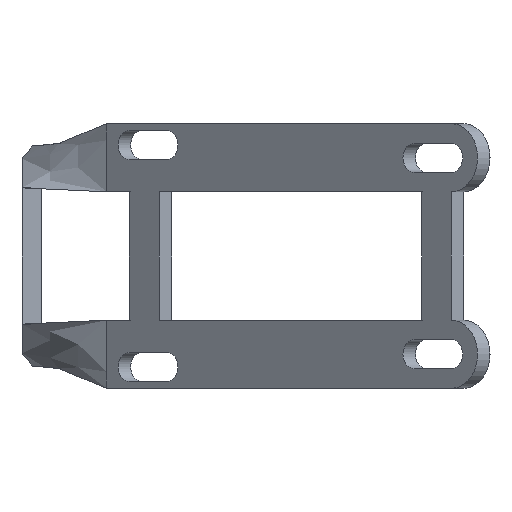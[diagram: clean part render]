
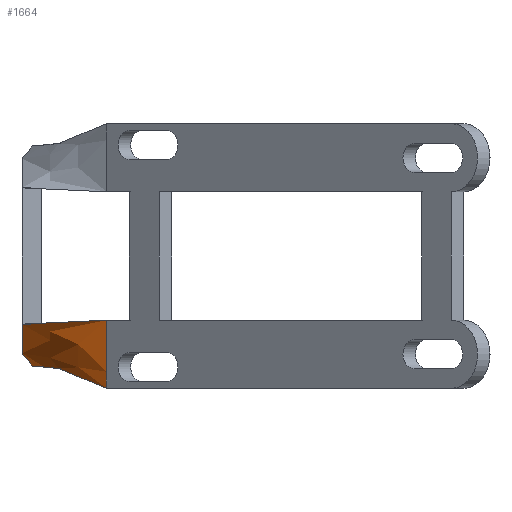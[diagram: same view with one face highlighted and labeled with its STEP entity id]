
A CAD part, left-side view. The second image highlights one B-rep face of the part: STEP entity #1664.
In plain terms, the highlighted free-form (B-spline) face has degree [3, 3] with [4, 4] control points.
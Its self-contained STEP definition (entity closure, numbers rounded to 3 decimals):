
#40=B_SPLINE_CURVE_WITH_KNOTS('',3,(#2491,#2492,#2493,#2494,#2495,#2496),
 .UNSPECIFIED.,.F.,.F.,(4,2,4),(0.,0.391,0.458),
 .UNSPECIFIED.);
#50=B_SPLINE_CURVE_WITH_KNOTS('',3,(#2690,#2691,#2692,#2693,#2694,#2695,
#2696),.UNSPECIFIED.,.F.,.F.,(4,3,4),(0.721,0.832,
0.895),.UNSPECIFIED.);
#59=B_SPLINE_SURFACE_WITH_KNOTS('',3,3,((#2671,#2672,#2673,#2674),(#2675,
#2676,#2677,#2678),(#2679,#2680,#2681,#2682),(#2683,#2684,#2685,#2686)),
 .UNSPECIFIED.,.F.,.F.,.F.,(4,4),(4,4),(-0.246,1.),(0.,
1.),.UNSPECIFIED.);
#165=FACE_OUTER_BOUND('',#260,.T.);
#260=EDGE_LOOP('',(#1253,#1254,#1255,#1256,#1257,#1258,#1259));
#392=LINE('',#2386,#575);
#393=LINE('',#2388,#576);
#425=LINE('',#2670,#608);
#426=LINE('',#2689,#609);
#427=LINE('',#2697,#610);
#575=VECTOR('',#1941,10.);
#576=VECTOR('',#1942,10.);
#608=VECTOR('',#2002,12.668);
#609=VECTOR('',#2003,10.);
#610=VECTOR('',#2004,9.364);
#761=VERTEX_POINT('',#2383);
#762=VERTEX_POINT('',#2385);
#763=VERTEX_POINT('',#2387);
#791=VERTEX_POINT('',#2485);
#792=VERTEX_POINT('',#2490);
#804=VERTEX_POINT('',#2687);
#805=VERTEX_POINT('',#2688);
#927=EDGE_CURVE('',#761,#762,#392,.T.);
#928=EDGE_CURVE('',#762,#763,#393,.T.);
#963=EDGE_CURVE('',#791,#792,#40,.T.);
#981=EDGE_CURVE('',#791,#763,#425,.T.);
#982=EDGE_CURVE('',#804,#805,#426,.T.);
#983=EDGE_CURVE('',#792,#804,#50,.F.);
#984=EDGE_CURVE('',#805,#761,#427,.T.);
#1253=ORIENTED_EDGE('',*,*,#982,.F.);
#1254=ORIENTED_EDGE('',*,*,#983,.F.);
#1255=ORIENTED_EDGE('',*,*,#963,.F.);
#1256=ORIENTED_EDGE('',*,*,#981,.T.);
#1257=ORIENTED_EDGE('',*,*,#928,.F.);
#1258=ORIENTED_EDGE('',*,*,#927,.F.);
#1259=ORIENTED_EDGE('',*,*,#984,.F.);
#1664=ADVANCED_FACE('',(#165),#59,.F.);
#1941=DIRECTION('',(0.,0.,-1.));
#1942=DIRECTION('',(0.,0.,-1.));
#2002=DIRECTION('',(-0.671,-0.685,-0.284));
#2003=DIRECTION('',(-0.857,0.,0.514));
#2004=DIRECTION('',(-0.374,-0.927,0.043));
#2383=CARTESIAN_POINT('',(-8.5,29.324,-6.6));
#2385=CARTESIAN_POINT('',(-8.5,29.324,-11.892));
#2386=CARTESIAN_POINT('',(-8.5,29.324,-13.6));
#2387=CARTESIAN_POINT('',(-8.5,29.324,-13.6));
#2388=CARTESIAN_POINT('',(-8.5,29.324,-13.6));
#2485=CARTESIAN_POINT('',(-3.683,34.24,-11.56));
#2490=CARTESIAN_POINT('',(0.,36.904,-11.316));
#2491=CARTESIAN_POINT('Ctrl Pts',(-3.683,34.24,-11.56));
#2492=CARTESIAN_POINT('Ctrl Pts',(-2.696,35.087,-11.471));
#2493=CARTESIAN_POINT('Ctrl Pts',(-1.67,35.859,-11.402));
#2494=CARTESIAN_POINT('Ctrl Pts',(-0.38,36.674,-11.335));
#2495=CARTESIAN_POINT('Ctrl Pts',(-0.191,36.79,-11.325));
#2496=CARTESIAN_POINT('Ctrl Pts',(0.,36.904,
-11.316));
#2670=CARTESIAN_POINT('',(0.,38.,-10.));
#2671=CARTESIAN_POINT('Ctrl Pts',(1.229,38.,-10.737));
#2672=CARTESIAN_POINT('Ctrl Pts',(-2.014,35.108,-12.265));
#2673=CARTESIAN_POINT('Ctrl Pts',(-5.257,32.216,-13.793));
#2674=CARTESIAN_POINT('Ctrl Pts',(-8.5,29.324,-15.321));
#2675=CARTESIAN_POINT('Ctrl Pts',(-0.847,38.,-9.492));
#2676=CARTESIAN_POINT('Ctrl Pts',(-3.398,35.108,-10.466));
#2677=CARTESIAN_POINT('Ctrl Pts',(-5.949,32.216,-11.44));
#2678=CARTESIAN_POINT('Ctrl Pts',(-8.5,29.324,-12.414));
#2679=CARTESIAN_POINT('Ctrl Pts',(-2.924,38.,-8.246));
#2680=CARTESIAN_POINT('Ctrl Pts',(-4.782,35.108,-8.666));
#2681=CARTESIAN_POINT('Ctrl Pts',(-6.641,32.216,-9.087));
#2682=CARTESIAN_POINT('Ctrl Pts',(-8.5,29.324,-9.507));
#2683=CARTESIAN_POINT('Ctrl Pts',(-5.,38.,-7.));
#2684=CARTESIAN_POINT('Ctrl Pts',(-6.167,35.108,-6.867));
#2685=CARTESIAN_POINT('Ctrl Pts',(-7.333,32.216,-6.733));
#2686=CARTESIAN_POINT('Ctrl Pts',(-8.5,29.324,-6.6));
#2687=CARTESIAN_POINT('',(0.,38.,-10.));
#2688=CARTESIAN_POINT('',(-5.,38.,-7.));
#2689=CARTESIAN_POINT('',(-0.368,38.,-9.779));
#2690=CARTESIAN_POINT('Ctrl Pts',(0.,38.,
-10.));
#2691=CARTESIAN_POINT('Ctrl Pts',(0.,37.743,
-10.258));
#2692=CARTESIAN_POINT('Ctrl Pts',(0.,37.503,
-10.53));
#2693=CARTESIAN_POINT('Ctrl Pts',(0.,37.277,
-10.816));
#2694=CARTESIAN_POINT('Ctrl Pts',(0.,37.148,
-10.978));
#2695=CARTESIAN_POINT('Ctrl Pts',(0.,37.024,
-11.146));
#2696=CARTESIAN_POINT('Ctrl Pts',(0.,36.904,
-11.316));
#2697=CARTESIAN_POINT('',(-5.,38.,-7.));
